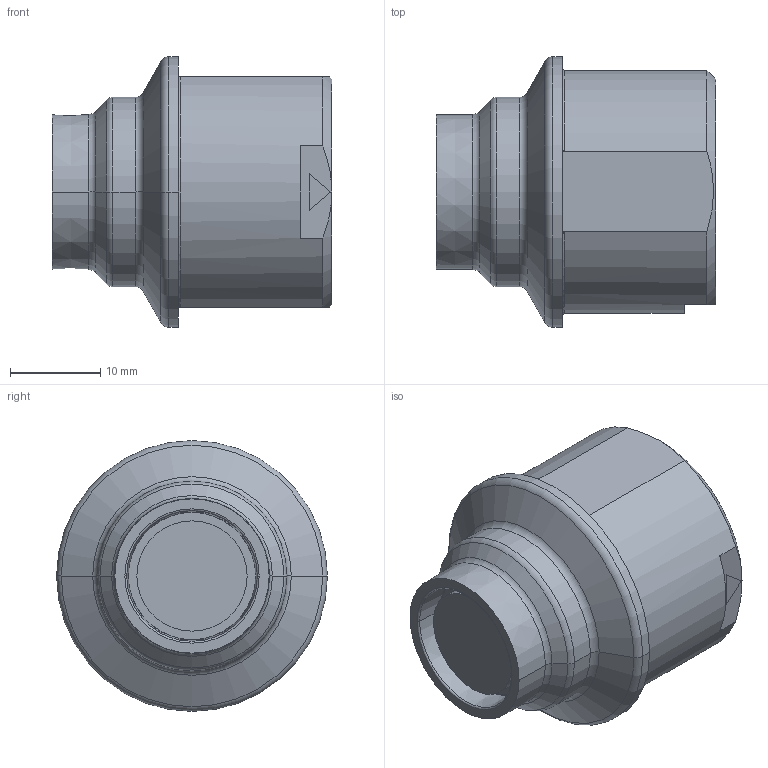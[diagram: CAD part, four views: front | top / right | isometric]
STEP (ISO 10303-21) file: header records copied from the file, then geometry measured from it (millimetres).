
FILE_DESCRIPTION((''),'2;1');
FILE_NAME('00210820_SW0001','2021-09-06T13:45:30',('RTrager'),(''),'CREO PARAMETRIC BY PTC INC, 2018300','CREO PARAMETRIC BY PTC INC, 2018300','');
FILE_SCHEMA(('AP242_MANAGED_MODEL_BASED_3D_ENGINEERING_MIM_LF { 1 0 10303 442 1 1 4 }'));
Length unit declared in the file: millimetre
Products named in the file (1): 00210820_SW0001
Bounding box: 31 x 30 x 30 mm (x, y, z)
Volume: 8453.5 mm3; surface area: 5996.8 mm2
Topology: 1 solids, 1 shells, 82 faces, 189 edges, 116 vertices
Faces by surface type: plane 28, torus 21, cylinder 18, cone 15
Entity records: 2589 total; most frequent: CARTESIAN_POINT 547, DIRECTION 421, ORIENTED_EDGE 378, EDGE_CURVE 189, AXIS2_PLACEMENT_3D 176, VERTEX_POINT 116, CIRCLE 94, EDGE_LOOP 89
